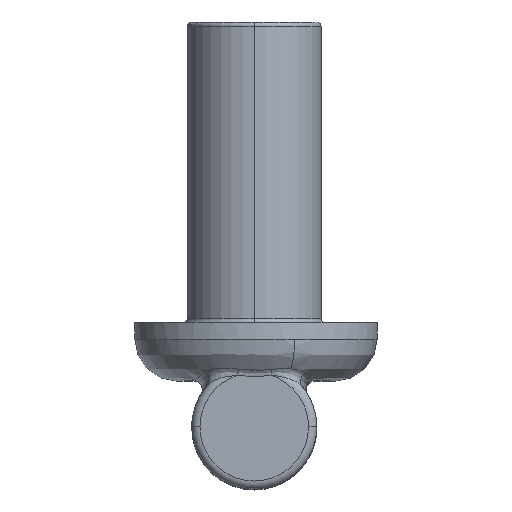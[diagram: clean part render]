
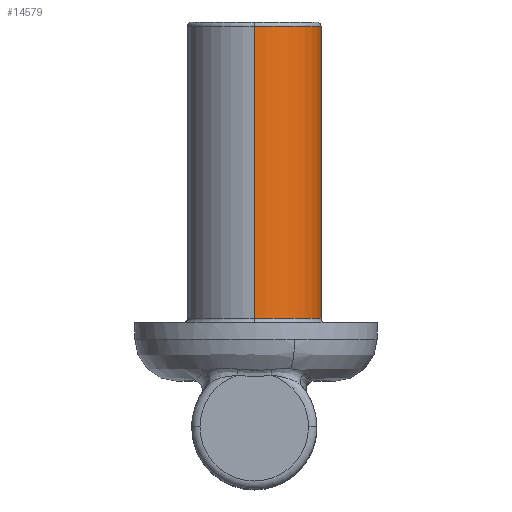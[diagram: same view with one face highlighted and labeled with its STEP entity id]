
A CAD part, top view. The second image highlights one B-rep face of the part: STEP entity #14579.
In plain terms, the highlighted cylindrical face has radius 8 mm (diameter 16 mm), a partial arc.
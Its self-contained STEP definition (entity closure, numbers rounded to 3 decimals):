
#168 = DIRECTION ( 'NONE',  ( 0., 0., 1. ) ) ;
#198 = AXIS2_PLACEMENT_3D ( 'NONE', #17250, #29376, #168 ) ;
#1079 = CARTESIAN_POINT ( 'NONE',  ( 0., 48., 82.004 ) ) ;
#1173 = EDGE_CURVE ( 'NONE', #5104, #5368, #10252, .T. ) ;
#2214 = VECTOR ( 'NONE', #25778, 1000. ) ;
#5104 = VERTEX_POINT ( 'NONE', #1079 ) ;
#5368 = VERTEX_POINT ( 'NONE', #6653 ) ;
#6653 = CARTESIAN_POINT ( 'NONE',  ( 0., 48., 98.004 ) ) ;
#6946 = EDGE_CURVE ( 'NONE', #5104, #13687, #24374, .T. ) ;
#8539 = ORIENTED_EDGE ( 'NONE', *, *, #1173, .T. ) ;
#10252 = CIRCLE ( 'NONE', #198, 8. ) ;
#12878 = ORIENTED_EDGE ( 'NONE', *, *, #21637, .T. ) ;
#13216 = DIRECTION ( 'NONE',  ( 0., 1., 0. ) ) ;
#13687 = VERTEX_POINT ( 'NONE', #20241 ) ;
#14389 = AXIS2_PLACEMENT_3D ( 'NONE', #26635, #19256, #14960 ) ;
#14579 = ADVANCED_FACE ( 'NONE', ( #26531 ), #25772, .T. ) ;
#14960 = DIRECTION ( 'NONE',  ( 0., 0., -1. ) ) ;
#15024 = AXIS2_PLACEMENT_3D ( 'NONE', #15401, #13216, #29634 ) ;
#15401 = CARTESIAN_POINT ( 'NONE',  ( 0., 13., 90.004 ) ) ;
#17250 = CARTESIAN_POINT ( 'NONE',  ( 0., 48., 90.004 ) ) ;
#18499 = CARTESIAN_POINT ( 'NONE',  ( 0., 48.5, 82.004 ) ) ;
#19256 = DIRECTION ( 'NONE',  ( 0., -1., 0. ) ) ;
#19603 = LINE ( 'NONE', #26338, #21104 ) ;
#20241 = CARTESIAN_POINT ( 'NONE',  ( 0., 13., 82.004 ) ) ;
#21104 = VECTOR ( 'NONE', #23598, 1000. ) ;
#21492 = EDGE_LOOP ( 'NONE', ( #8539, #12878, #27481, #26667 ) ) ;
#21637 = EDGE_CURVE ( 'NONE', #5368, #25912, #19603, .T. ) ;
#23598 = DIRECTION ( 'NONE',  ( 0., -1., 0. ) ) ;
#24374 = LINE ( 'NONE', #18499, #2214 ) ;
#25772 = CYLINDRICAL_SURFACE ( 'NONE', #14389, 8. ) ;
#25778 = DIRECTION ( 'NONE',  ( 0., -1., 0. ) ) ;
#25912 = VERTEX_POINT ( 'NONE', #26140 ) ;
#26140 = CARTESIAN_POINT ( 'NONE',  ( 0., 13., 98.004 ) ) ;
#26338 = CARTESIAN_POINT ( 'NONE',  ( 0., 48.5, 98.004 ) ) ;
#26531 = FACE_OUTER_BOUND ( 'NONE', #21492, .T. ) ;
#26635 = CARTESIAN_POINT ( 'NONE',  ( 0., 48.5, 90.004 ) ) ;
#26667 = ORIENTED_EDGE ( 'NONE', *, *, #6946, .F. ) ;
#27481 = ORIENTED_EDGE ( 'NONE', *, *, #30590, .T. ) ;
#27786 = CIRCLE ( 'NONE', #15024, 8. ) ;
#29376 = DIRECTION ( 'NONE',  ( 0., -1., 0. ) ) ;
#29634 = DIRECTION ( 'NONE',  ( 0., 0., 1. ) ) ;
#30590 = EDGE_CURVE ( 'NONE', #25912, #13687, #27786, .T. ) ;
